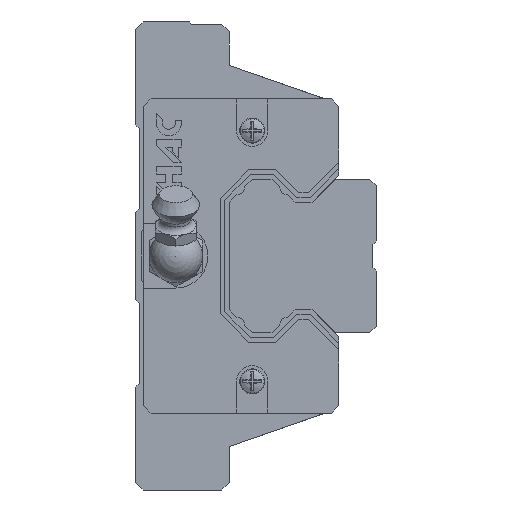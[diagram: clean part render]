
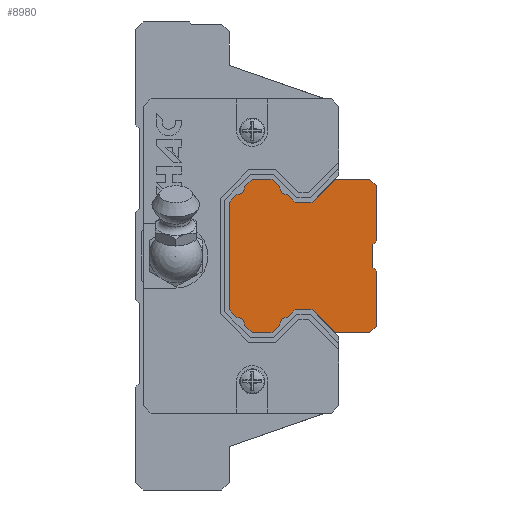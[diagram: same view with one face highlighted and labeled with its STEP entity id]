
A CAD part, left-side view. The second image highlights one B-rep face of the part: STEP entity #8980.
In plain terms, the highlighted planar face has unit normal (-1, 0, 0).
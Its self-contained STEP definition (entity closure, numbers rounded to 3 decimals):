
#247=CIRCLE('',#9579,1.129);
#248=CIRCLE('',#9580,1.129);
#249=CIRCLE('',#9581,1.129);
#250=CIRCLE('',#9582,1.129);
#475=ORIENTED_EDGE('',*,*,#3093,.T.);
#476=ORIENTED_EDGE('',*,*,#3050,.F.);
#477=ORIENTED_EDGE('',*,*,#3094,.F.);
#478=ORIENTED_EDGE('',*,*,#3095,.F.);
#479=ORIENTED_EDGE('',*,*,#3096,.F.);
#480=ORIENTED_EDGE('',*,*,#3097,.F.);
#481=ORIENTED_EDGE('',*,*,#3098,.F.);
#482=ORIENTED_EDGE('',*,*,#3099,.T.);
#483=ORIENTED_EDGE('',*,*,#3100,.F.);
#484=ORIENTED_EDGE('',*,*,#3101,.F.);
#485=ORIENTED_EDGE('',*,*,#3102,.F.);
#486=ORIENTED_EDGE('',*,*,#3103,.T.);
#487=ORIENTED_EDGE('',*,*,#3104,.F.);
#488=ORIENTED_EDGE('',*,*,#3105,.F.);
#489=ORIENTED_EDGE('',*,*,#3106,.F.);
#490=ORIENTED_EDGE('',*,*,#3107,.T.);
#491=ORIENTED_EDGE('',*,*,#3108,.F.);
#492=ORIENTED_EDGE('',*,*,#3109,.F.);
#493=ORIENTED_EDGE('',*,*,#3110,.F.);
#494=ORIENTED_EDGE('',*,*,#3111,.T.);
#495=ORIENTED_EDGE('',*,*,#3112,.F.);
#496=ORIENTED_EDGE('',*,*,#3113,.F.);
#497=ORIENTED_EDGE('',*,*,#3114,.F.);
#498=ORIENTED_EDGE('',*,*,#3115,.F.);
#499=ORIENTED_EDGE('',*,*,#3116,.F.);
#500=ORIENTED_EDGE('',*,*,#3058,.F.);
#501=ORIENTED_EDGE('',*,*,#3117,.T.);
#502=ORIENTED_EDGE('',*,*,#3118,.T.);
#3050=EDGE_CURVE('',#4360,#4361,#5248,.T.);
#3058=EDGE_CURVE('',#4368,#4369,#5253,.T.);
#3093=EDGE_CURVE('',#4401,#4361,#5281,.T.);
#3094=EDGE_CURVE('',#4402,#4360,#5282,.T.);
#3095=EDGE_CURVE('',#4403,#4402,#5283,.T.);
#3096=EDGE_CURVE('',#4404,#4403,#5284,.T.);
#3097=EDGE_CURVE('',#4405,#4404,#5285,.T.);
#3098=EDGE_CURVE('',#4406,#4405,#5286,.T.);
#3099=EDGE_CURVE('',#4406,#4407,#247,.T.);
#3100=EDGE_CURVE('',#4408,#4407,#5287,.T.);
#3101=EDGE_CURVE('',#4409,#4408,#5288,.T.);
#3102=EDGE_CURVE('',#4410,#4409,#5289,.T.);
#3103=EDGE_CURVE('',#4410,#4411,#248,.T.);
#3104=EDGE_CURVE('',#4412,#4411,#5290,.T.);
#3105=EDGE_CURVE('',#4413,#4412,#5291,.T.);
#3106=EDGE_CURVE('',#4414,#4413,#5292,.T.);
#3107=EDGE_CURVE('',#4414,#4415,#249,.T.);
#3108=EDGE_CURVE('',#4416,#4415,#5293,.T.);
#3109=EDGE_CURVE('',#4417,#4416,#5294,.T.);
#3110=EDGE_CURVE('',#4418,#4417,#5295,.T.);
#3111=EDGE_CURVE('',#4418,#4419,#250,.T.);
#3112=EDGE_CURVE('',#4420,#4419,#5296,.T.);
#3113=EDGE_CURVE('',#4421,#4420,#5297,.T.);
#3114=EDGE_CURVE('',#4422,#4421,#5298,.T.);
#3115=EDGE_CURVE('',#4423,#4422,#5299,.T.);
#3116=EDGE_CURVE('',#4369,#4423,#5300,.T.);
#3117=EDGE_CURVE('',#4368,#4424,#5301,.T.);
#3118=EDGE_CURVE('',#4424,#4401,#5302,.T.);
#4360=VERTEX_POINT('',#12840);
#4361=VERTEX_POINT('',#12842);
#4368=VERTEX_POINT('',#12857);
#4369=VERTEX_POINT('',#12859);
#4401=VERTEX_POINT('',#12928);
#4402=VERTEX_POINT('',#12930);
#4403=VERTEX_POINT('',#12932);
#4404=VERTEX_POINT('',#12934);
#4405=VERTEX_POINT('',#12936);
#4406=VERTEX_POINT('',#12938);
#4407=VERTEX_POINT('',#12940);
#4408=VERTEX_POINT('',#12942);
#4409=VERTEX_POINT('',#12944);
#4410=VERTEX_POINT('',#12946);
#4411=VERTEX_POINT('',#12948);
#4412=VERTEX_POINT('',#12950);
#4413=VERTEX_POINT('',#12952);
#4414=VERTEX_POINT('',#12954);
#4415=VERTEX_POINT('',#12956);
#4416=VERTEX_POINT('',#12958);
#4417=VERTEX_POINT('',#12960);
#4418=VERTEX_POINT('',#12962);
#4419=VERTEX_POINT('',#12964);
#4420=VERTEX_POINT('',#12966);
#4421=VERTEX_POINT('',#12968);
#4422=VERTEX_POINT('',#12970);
#4423=VERTEX_POINT('',#12972);
#4424=VERTEX_POINT('',#12975);
#5248=LINE('',#12841,#6314);
#5253=LINE('',#12858,#6319);
#5281=LINE('',#12927,#6347);
#5282=LINE('',#12929,#6348);
#5283=LINE('',#12931,#6349);
#5284=LINE('',#12933,#6350);
#5285=LINE('',#12935,#6351);
#5286=LINE('',#12937,#6352);
#5287=LINE('',#12941,#6353);
#5288=LINE('',#12943,#6354);
#5289=LINE('',#12945,#6355);
#5290=LINE('',#12949,#6356);
#5291=LINE('',#12951,#6357);
#5292=LINE('',#12953,#6358);
#5293=LINE('',#12957,#6359);
#5294=LINE('',#12959,#6360);
#5295=LINE('',#12961,#6361);
#5296=LINE('',#12965,#6362);
#5297=LINE('',#12967,#6363);
#5298=LINE('',#12969,#6364);
#5299=LINE('',#12971,#6365);
#5300=LINE('',#12973,#6366);
#5301=LINE('',#12974,#6367);
#5302=LINE('',#12976,#6368);
#6314=VECTOR('',#10305,1000.);
#6319=VECTOR('',#10318,1000.);
#6347=VECTOR('',#10364,1000.);
#6348=VECTOR('',#10365,1000.);
#6349=VECTOR('',#10366,1000.);
#6350=VECTOR('',#10367,1000.);
#6351=VECTOR('',#10368,1000.);
#6352=VECTOR('',#10369,1000.);
#6353=VECTOR('',#10372,1000.);
#6354=VECTOR('',#10373,1000.);
#6355=VECTOR('',#10374,1000.);
#6356=VECTOR('',#10377,1000.);
#6357=VECTOR('',#10378,1000.);
#6358=VECTOR('',#10379,1000.);
#6359=VECTOR('',#10382,1000.);
#6360=VECTOR('',#10383,1000.);
#6361=VECTOR('',#10384,1000.);
#6362=VECTOR('',#10387,1000.);
#6363=VECTOR('',#10388,1000.);
#6364=VECTOR('',#10389,1000.);
#6365=VECTOR('',#10390,1000.);
#6366=VECTOR('',#10391,1000.);
#6367=VECTOR('',#10392,1000.);
#6368=VECTOR('',#10393,1000.);
#7380=EDGE_LOOP('',(#475,#476,#477,#478,#479,#480,#481,#482,#483,#484,#485,
#486,#487,#488,#489,#490,#491,#492,#493,#494,#495,#496,#497,#498,#499,#500,
#501,#502));
#7978=FACE_BOUND('',#7380,.T.);
#8576=PLANE('',#9578);
#8980=ADVANCED_FACE('',(#7978),#8576,.F.);
#9578=AXIS2_PLACEMENT_3D('',#12926,#10362,#10363);
#9579=AXIS2_PLACEMENT_3D('',#12939,#10370,#10371);
#9580=AXIS2_PLACEMENT_3D('',#12947,#10375,#10376);
#9581=AXIS2_PLACEMENT_3D('',#12955,#10380,#10381);
#9582=AXIS2_PLACEMENT_3D('',#12963,#10385,#10386);
#10305=DIRECTION('',(0.,0.,-1.));
#10318=DIRECTION('',(0.,0.,-1.));
#10362=DIRECTION('',(1.,0.,0.));
#10363=DIRECTION('',(0.,0.,-1.));
#10364=DIRECTION('',(0.,-0.707,0.707));
#10365=DIRECTION('',(0.,-0.707,-0.707));
#10366=DIRECTION('',(0.,-1.,0.));
#10367=DIRECTION('',(0.,-0.707,0.707));
#10368=DIRECTION('',(0.,-1.,0.));
#10369=DIRECTION('',(0.,-0.707,-0.707));
#10370=DIRECTION('',(1.,0.,0.));
#10371=DIRECTION('',(0.,0.,-1.));
#10372=DIRECTION('',(0.,-0.707,-0.707));
#10373=DIRECTION('',(0.,-1.,0.));
#10374=DIRECTION('',(0.,-0.707,0.707));
#10375=DIRECTION('',(1.,0.,0.));
#10376=DIRECTION('',(0.,0.,-1.));
#10377=DIRECTION('',(0.,-0.707,0.707));
#10378=DIRECTION('',(0.,0.,1.));
#10379=DIRECTION('',(0.,0.707,0.707));
#10380=DIRECTION('',(1.,0.,0.));
#10381=DIRECTION('',(0.,0.,-1.));
#10382=DIRECTION('',(0.,0.707,0.707));
#10383=DIRECTION('',(0.,1.,0.));
#10384=DIRECTION('',(0.,0.707,-0.707));
#10385=DIRECTION('',(1.,0.,0.));
#10386=DIRECTION('',(0.,0.,-1.));
#10387=DIRECTION('',(0.,0.707,-0.707));
#10388=DIRECTION('',(0.,1.,0.));
#10389=DIRECTION('',(0.,0.707,0.707));
#10390=DIRECTION('',(0.,1.,0.));
#10391=DIRECTION('',(0.,0.707,-0.707));
#10392=DIRECTION('',(0.,0.707,0.707));
#10393=DIRECTION('',(0.,0.,1.));
#12840=CARTESIAN_POINT('',(-75.,0.,10.5));
#12841=CARTESIAN_POINT('',(-75.,0.,10.5));
#12842=CARTESIAN_POINT('',(-75.,0.,2.25));
#12857=CARTESIAN_POINT('',(-75.,0.,-2.25));
#12858=CARTESIAN_POINT('',(-75.,0.,10.5));
#12859=CARTESIAN_POINT('',(-75.,0.,-10.5));
#12926=CARTESIAN_POINT('',(-75.,13.327,10.333));
#12927=CARTESIAN_POINT('',(-75.,0.5,1.75));
#12928=CARTESIAN_POINT('',(-75.,0.5,1.75));
#12929=CARTESIAN_POINT('',(-75.,1.,11.5));
#12930=CARTESIAN_POINT('',(-75.,1.,11.5));
#12931=CARTESIAN_POINT('',(-75.,6.175,11.5));
#12932=CARTESIAN_POINT('',(-75.,6.175,11.5));
#12933=CARTESIAN_POINT('',(-75.,9.619,8.056));
#12934=CARTESIAN_POINT('',(-75.,9.619,8.056));
#12935=CARTESIAN_POINT('',(-75.,12.16,8.056));
#12936=CARTESIAN_POINT('',(-75.,12.16,8.056));
#12937=CARTESIAN_POINT('',(-75.,13.308,9.204));
#12938=CARTESIAN_POINT('',(-75.,13.308,9.204));
#12939=CARTESIAN_POINT('',(-75.,13.327,10.333));
#12940=CARTESIAN_POINT('',(-75.,14.456,10.352));
#12941=CARTESIAN_POINT('',(-75.,15.604,11.5));
#12942=CARTESIAN_POINT('',(-75.,15.604,11.5));
#12943=CARTESIAN_POINT('',(-75.,18.556,11.5));
#12944=CARTESIAN_POINT('',(-75.,18.556,11.5));
#12945=CARTESIAN_POINT('',(-75.,19.704,10.352));
#12946=CARTESIAN_POINT('',(-75.,19.704,10.352));
#12947=CARTESIAN_POINT('',(-75.,20.833,10.333));
#12948=CARTESIAN_POINT('',(-75.,20.852,9.204));
#12949=CARTESIAN_POINT('',(-75.,22.,8.056));
#12950=CARTESIAN_POINT('',(-75.,22.,8.056));
#12951=CARTESIAN_POINT('',(-75.,22.,-8.056));
#12952=CARTESIAN_POINT('',(-75.,22.,-8.056));
#12953=CARTESIAN_POINT('',(-75.,20.852,-9.204));
#12954=CARTESIAN_POINT('',(-75.,20.852,-9.204));
#12955=CARTESIAN_POINT('',(-75.,20.833,-10.333));
#12956=CARTESIAN_POINT('',(-75.,19.704,-10.352));
#12957=CARTESIAN_POINT('',(-75.,18.556,-11.5));
#12958=CARTESIAN_POINT('',(-75.,18.556,-11.5));
#12959=CARTESIAN_POINT('',(-75.,15.604,-11.5));
#12960=CARTESIAN_POINT('',(-75.,15.604,-11.5));
#12961=CARTESIAN_POINT('',(-75.,14.456,-10.352));
#12962=CARTESIAN_POINT('',(-75.,14.456,-10.352));
#12963=CARTESIAN_POINT('',(-75.,13.327,-10.333));
#12964=CARTESIAN_POINT('',(-75.,13.308,-9.204));
#12965=CARTESIAN_POINT('',(-75.,12.16,-8.056));
#12966=CARTESIAN_POINT('',(-75.,12.16,-8.056));
#12967=CARTESIAN_POINT('',(-75.,9.619,-8.056));
#12968=CARTESIAN_POINT('',(-75.,9.619,-8.056));
#12969=CARTESIAN_POINT('',(-75.,6.175,-11.5));
#12970=CARTESIAN_POINT('',(-75.,6.175,-11.5));
#12971=CARTESIAN_POINT('',(-75.,1.,-11.5));
#12972=CARTESIAN_POINT('',(-75.,1.,-11.5));
#12973=CARTESIAN_POINT('',(-75.,0.,-10.5));
#12974=CARTESIAN_POINT('',(-75.,0.,-2.25));
#12975=CARTESIAN_POINT('',(-75.,0.5,-1.75));
#12976=CARTESIAN_POINT('',(-75.,0.5,-1.75));
